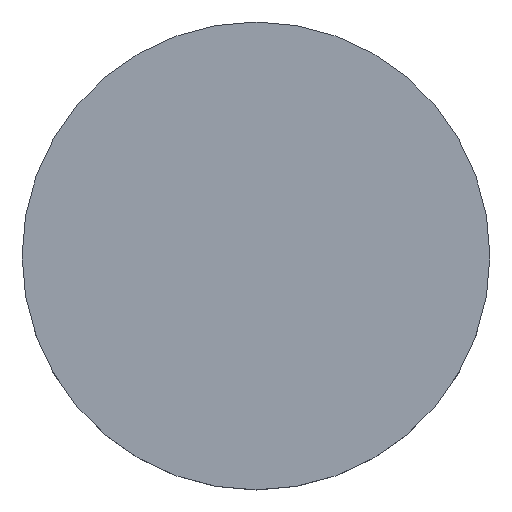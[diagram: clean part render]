
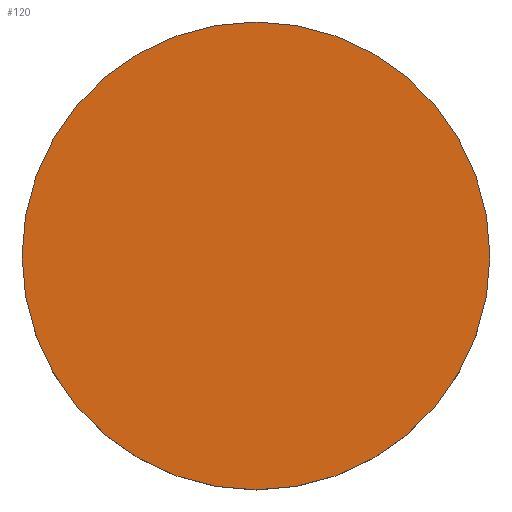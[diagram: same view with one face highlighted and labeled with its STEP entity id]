
A CAD part, top view. The second image highlights one B-rep face of the part: STEP entity #120.
In plain terms, the highlighted planar face has unit normal (0, 0, 1).
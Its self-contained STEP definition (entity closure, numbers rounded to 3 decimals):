
#12 = AXIS2_PLACEMENT_3D ( 'NONE', #127, #198, #141 ) ;
#22 = DIRECTION ( 'NONE',  ( 0., 0., -1. ) ) ;
#26 = EDGE_LOOP ( 'NONE', ( #167, #109 ) ) ;
#28 = PLANE ( 'NONE',  #82 ) ;
#30 = EDGE_CURVE ( 'NONE', #168, #209, #235, .T. ) ;
#49 = DIRECTION ( 'NONE',  ( 0., 0., 1. ) ) ;
#65 = CARTESIAN_POINT ( 'NONE',  ( 25.4, 0., 5. ) ) ;
#82 = AXIS2_PLACEMENT_3D ( 'NONE', #158, #49, #230 ) ;
#99 = EDGE_CURVE ( 'NONE', #209, #168, #143, .T. ) ;
#109 = ORIENTED_EDGE ( 'NONE', *, *, #99, .F. ) ;
#120 = ADVANCED_FACE ( 'NONE', ( #150 ), #28, .T. ) ;
#127 = CARTESIAN_POINT ( 'NONE',  ( 0., 0., 5. ) ) ;
#141 = DIRECTION ( 'NONE',  ( 1., 0., 0. ) ) ;
#143 = CIRCLE ( 'NONE', #12, 25.4 ) ;
#150 = FACE_OUTER_BOUND ( 'NONE', #26, .T. ) ;
#158 = CARTESIAN_POINT ( 'NONE',  ( 0., 52.02, 5. ) ) ;
#167 = ORIENTED_EDGE ( 'NONE', *, *, #30, .F. ) ;
#168 = VERTEX_POINT ( 'NONE', #65 ) ;
#169 = CARTESIAN_POINT ( 'NONE',  ( 0., 0., 5. ) ) ;
#192 = AXIS2_PLACEMENT_3D ( 'NONE', #169, #22, #212 ) ;
#198 = DIRECTION ( 'NONE',  ( 0., 0., -1. ) ) ;
#209 = VERTEX_POINT ( 'NONE', #227 ) ;
#212 = DIRECTION ( 'NONE',  ( 1., 0., 0. ) ) ;
#227 = CARTESIAN_POINT ( 'NONE',  ( -25.4, 0., 5. ) ) ;
#230 = DIRECTION ( 'NONE',  ( 1., 0., 0. ) ) ;
#235 = CIRCLE ( 'NONE', #192, 25.4 ) ;
